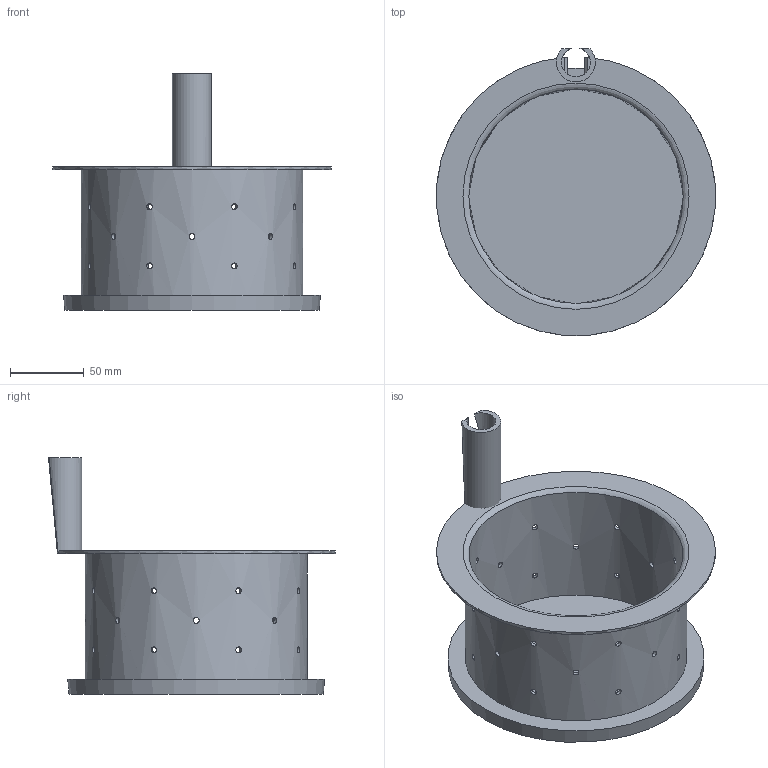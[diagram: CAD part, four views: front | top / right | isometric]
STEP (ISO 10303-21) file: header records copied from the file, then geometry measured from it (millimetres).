
FILE_DESCRIPTION(/* description */ (''),/* implementation_level */ '2;1');
FILE_NAME(/* name */ 'plant_pot_middle.step',/* time_stamp */ '2025-07-14T15:47:59+02:00',/* author */ (''),/* organization */ (''),/* preprocessor_version */ 'ST-DEVELOPER v20.1',/* originating_system */ 'Autodesk Translation Framework v14.10.0.0',/* authorisation */ '');
FILE_SCHEMA (('AUTOMOTIVE_DESIGN { 1 0 10303 214 3 1 1 }'));
Length unit declared in the file: millimetre
Products named in the file (1): plant_pot
Bounding box: 188.53 x 194.27 x 160 mm (x, y, z)
Volume: 364663.9 mm3; surface area: 165167.3 mm2
Topology: 4 solids, 4 shells, 48 faces, 126 edges, 84 vertices
Faces by surface type: cylinder 28, plane 15, cone 4, torus 1
Full cylindrical faces by diameter (mm): 4 x24, 145.027 x1, 150.027 x1
Entity records: 3130 total; most frequent: CARTESIAN_POINT 1887, ORIENTED_EDGE 252, DIRECTION 191, EDGE_CURVE 126, EDGE_LOOP 98, VERTEX_POINT 84, AXIS2_PLACEMENT_3D 72, B_SPLINE_CURVE_WITH_KNOTS 56
